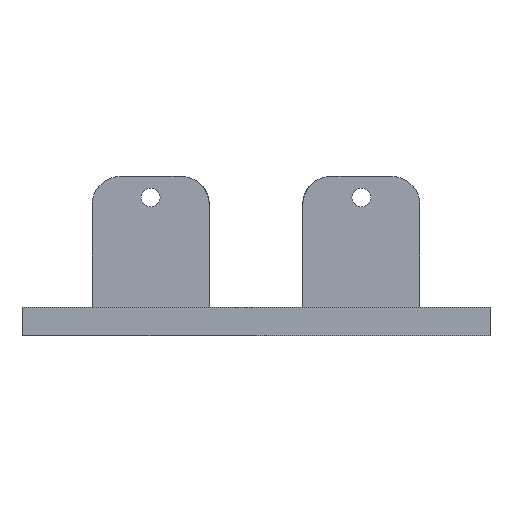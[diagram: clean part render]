
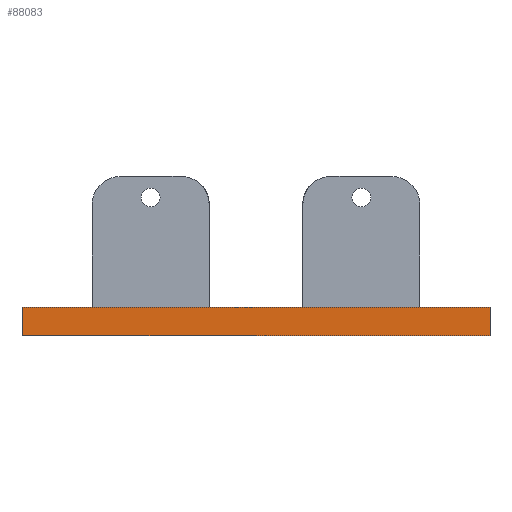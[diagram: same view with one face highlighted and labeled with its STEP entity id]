
A CAD part, front view. The second image highlights one B-rep face of the part: STEP entity #88083.
In plain terms, the highlighted planar face has unit normal (0, 1, 0).
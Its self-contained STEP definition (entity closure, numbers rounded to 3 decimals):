
#83 = PLANE('',#84);
#84 = AXIS2_PLACEMENT_3D('',#85,#86,#87);
#85 = CARTESIAN_POINT('',(0.95,0.,6.));
#86 = DIRECTION('',(0.,0.,-1.));
#87 = DIRECTION('',(-1.,0.,-0.));
#140 = PLANE('',#141);
#141 = AXIS2_PLACEMENT_3D('',#142,#143,#144);
#142 = CARTESIAN_POINT('',(94.962,113.083,0.));
#143 = DIRECTION('',(0.,0.,-1.));
#144 = DIRECTION('',(-1.,0.,-0.));
#7283 = VERTEX_POINT('',#7284);
#7284 = CARTESIAN_POINT('',(0.,0.,0.));
#7298 = PLANE('',#7299);
#7299 = AXIS2_PLACEMENT_3D('',#7300,#7301,#7302);
#7300 = CARTESIAN_POINT('',(0.,0.,0.));
#7301 = DIRECTION('',(1.,0.,0.));
#7302 = DIRECTION('',(-0.,0.,1.));
#7310 = EDGE_CURVE('',#7311,#7283,#7313,.T.);
#7311 = VERTEX_POINT('',#7312);
#7312 = CARTESIAN_POINT('',(100.,0.,0.));
#7313 = SURFACE_CURVE('',#7314,(#7318,#7325),.PCURVE_S1.);
#7314 = LINE('',#7315,#7316);
#7315 = CARTESIAN_POINT('',(0.95,0.,0.));
#7316 = VECTOR('',#7317,1.);
#7317 = DIRECTION('',(-1.,0.,0.));
#7318 = PCURVE('',#140,#7319);
#7319 = DEFINITIONAL_REPRESENTATION('',(#7320),#7324);
#7320 = LINE('',#7321,#7322);
#7321 = CARTESIAN_POINT('',(94.012,-113.083));
#7322 = VECTOR('',#7323,1.);
#7323 = DIRECTION('',(1.,0.));
#7324 = ( GEOMETRIC_REPRESENTATION_CONTEXT(2) 
PARAMETRIC_REPRESENTATION_CONTEXT() REPRESENTATION_CONTEXT('2D SPACE',''
  ) );
#7325 = PCURVE('',#7326,#7331);
#7326 = PLANE('',#7327);
#7327 = AXIS2_PLACEMENT_3D('',#7328,#7329,#7330);
#7328 = CARTESIAN_POINT('',(0.,0.,6.));
#7329 = DIRECTION('',(0.,-1.,0.));
#7330 = DIRECTION('',(0.,-0.,-1.));
#7331 = DEFINITIONAL_REPRESENTATION('',(#7332),#7336);
#7332 = LINE('',#7333,#7334);
#7333 = CARTESIAN_POINT('',(6.,0.95));
#7334 = VECTOR('',#7335,1.);
#7335 = DIRECTION('',(-0.,-1.));
#7336 = ( GEOMETRIC_REPRESENTATION_CONTEXT(2) 
PARAMETRIC_REPRESENTATION_CONTEXT() REPRESENTATION_CONTEXT('2D SPACE',''
  ) );
#7354 = PLANE('',#7355);
#7355 = AXIS2_PLACEMENT_3D('',#7356,#7357,#7358);
#7356 = CARTESIAN_POINT('',(100.,0.,6.));
#7357 = DIRECTION('',(1.,-0.,0.));
#7358 = DIRECTION('',(-0.,0.,1.));
#23284 = VERTEX_POINT('',#23285);
#23285 = CARTESIAN_POINT('',(0.,0.,6.));
#29161 = VERTEX_POINT('',#29162);
#29162 = CARTESIAN_POINT('',(100.,0.,6.));
#29183 = EDGE_CURVE('',#23284,#29161,#29184,.T.);
#29184 = SURFACE_CURVE('',#29185,(#29189,#29196),.PCURVE_S1.);
#29185 = LINE('',#29186,#29187);
#29186 = CARTESIAN_POINT('',(91.45,0.,6.));
#29187 = VECTOR('',#29188,1.);
#29188 = DIRECTION('',(1.,0.,0.));
#29189 = PCURVE('',#83,#29190);
#29190 = DEFINITIONAL_REPRESENTATION('',(#29191),#29195);
#29191 = LINE('',#29192,#29193);
#29192 = CARTESIAN_POINT('',(-90.5,0.));
#29193 = VECTOR('',#29194,1.);
#29194 = DIRECTION('',(-1.,0.));
#29195 = ( GEOMETRIC_REPRESENTATION_CONTEXT(2) 
PARAMETRIC_REPRESENTATION_CONTEXT() REPRESENTATION_CONTEXT('2D SPACE',''
  ) );
#29196 = PCURVE('',#7326,#29197);
#29197 = DEFINITIONAL_REPRESENTATION('',(#29198),#29202);
#29198 = LINE('',#29199,#29200);
#29199 = CARTESIAN_POINT('',(0.,91.45));
#29200 = VECTOR('',#29201,1.);
#29201 = DIRECTION('',(0.,1.));
#29202 = ( GEOMETRIC_REPRESENTATION_CONTEXT(2) 
PARAMETRIC_REPRESENTATION_CONTEXT() REPRESENTATION_CONTEXT('2D SPACE',''
  ) );
#88040 = EDGE_CURVE('',#7283,#23284,#88041,.T.);
#88041 = SURFACE_CURVE('',#88042,(#88046,#88053),.PCURVE_S1.);
#88042 = LINE('',#88043,#88044);
#88043 = CARTESIAN_POINT('',(0.,0.,0.));
#88044 = VECTOR('',#88045,1.);
#88045 = DIRECTION('',(0.,0.,1.));
#88046 = PCURVE('',#7298,#88047);
#88047 = DEFINITIONAL_REPRESENTATION('',(#88048),#88052);
#88048 = LINE('',#88049,#88050);
#88049 = CARTESIAN_POINT('',(0.,0.));
#88050 = VECTOR('',#88051,1.);
#88051 = DIRECTION('',(1.,0.));
#88052 = ( GEOMETRIC_REPRESENTATION_CONTEXT(2) 
PARAMETRIC_REPRESENTATION_CONTEXT() REPRESENTATION_CONTEXT('2D SPACE',''
  ) );
#88053 = PCURVE('',#7326,#88054);
#88054 = DEFINITIONAL_REPRESENTATION('',(#88055),#88059);
#88055 = LINE('',#88056,#88057);
#88056 = CARTESIAN_POINT('',(6.,0.));
#88057 = VECTOR('',#88058,1.);
#88058 = DIRECTION('',(-1.,0.));
#88059 = ( GEOMETRIC_REPRESENTATION_CONTEXT(2) 
PARAMETRIC_REPRESENTATION_CONTEXT() REPRESENTATION_CONTEXT('2D SPACE',''
  ) );
#88083 = ADVANCED_FACE('',(#88084),#7326,.F.);
#88084 = FACE_BOUND('',#88085,.T.);
#88085 = EDGE_LOOP('',(#88086,#88087,#88108,#88109));
#88086 = ORIENTED_EDGE('',*,*,#29183,.T.);
#88087 = ORIENTED_EDGE('',*,*,#88088,.F.);
#88088 = EDGE_CURVE('',#7311,#29161,#88089,.T.);
#88089 = SURFACE_CURVE('',#88090,(#88094,#88101),.PCURVE_S1.);
#88090 = LINE('',#88091,#88092);
#88091 = CARTESIAN_POINT('',(100.,0.,0.));
#88092 = VECTOR('',#88093,1.);
#88093 = DIRECTION('',(0.,0.,1.));
#88094 = PCURVE('',#7326,#88095);
#88095 = DEFINITIONAL_REPRESENTATION('',(#88096),#88100);
#88096 = LINE('',#88097,#88098);
#88097 = CARTESIAN_POINT('',(6.,100.));
#88098 = VECTOR('',#88099,1.);
#88099 = DIRECTION('',(-1.,0.));
#88100 = ( GEOMETRIC_REPRESENTATION_CONTEXT(2) 
PARAMETRIC_REPRESENTATION_CONTEXT() REPRESENTATION_CONTEXT('2D SPACE',''
  ) );
#88101 = PCURVE('',#7354,#88102);
#88102 = DEFINITIONAL_REPRESENTATION('',(#88103),#88107);
#88103 = LINE('',#88104,#88105);
#88104 = CARTESIAN_POINT('',(-6.,0.));
#88105 = VECTOR('',#88106,1.);
#88106 = DIRECTION('',(1.,0.));
#88107 = ( GEOMETRIC_REPRESENTATION_CONTEXT(2) 
PARAMETRIC_REPRESENTATION_CONTEXT() REPRESENTATION_CONTEXT('2D SPACE',''
  ) );
#88108 = ORIENTED_EDGE('',*,*,#7310,.T.);
#88109 = ORIENTED_EDGE('',*,*,#88040,.T.);
